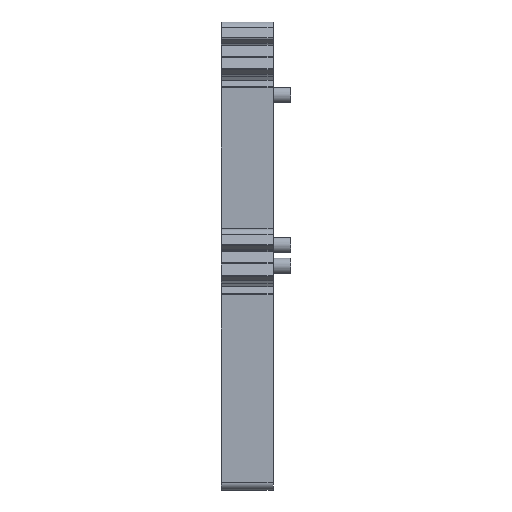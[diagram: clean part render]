
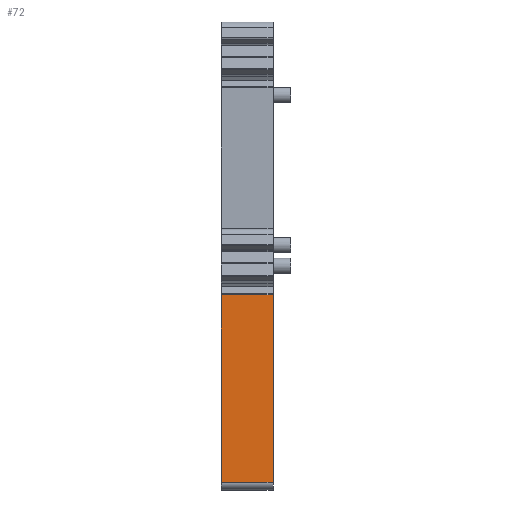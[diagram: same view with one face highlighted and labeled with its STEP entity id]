
A CAD part, front view. The second image highlights one B-rep face of the part: STEP entity #72.
In plain terms, the highlighted planar face has unit normal (0, -1, 0).
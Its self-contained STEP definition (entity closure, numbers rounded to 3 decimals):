
#36=AXIS2_PLACEMENT_3D('Plane Axis2P3D',#33,#34,#35) ;
#33=CARTESIAN_POINT('Axis2P3D Location',(0.,0.,0.75)) ;
#38=CARTESIAN_POINT('Line Origine',(2.5,0.,0.75)) ;
#42=CARTESIAN_POINT('Vertex',(5.,0.,0.75)) ;
#44=CARTESIAN_POINT('Vertex',(0.,0.,0.75)) ;
#47=CARTESIAN_POINT('Line Origine',(5.,0.,9.794)) ;
#51=CARTESIAN_POINT('Vertex',(5.,0.,18.838)) ;
#54=CARTESIAN_POINT('Line Origine',(2.5,0.,18.838)) ;
#58=CARTESIAN_POINT('Vertex',(0.,0.,18.838)) ;
#61=CARTESIAN_POINT('Line Origine',(0.,0.,9.794)) ;
#34=DIRECTION('Axis2P3D Direction',(0.,-1.,0.)) ;
#35=DIRECTION('Axis2P3D XDirection',(0.,0.,1.)) ;
#39=DIRECTION('Vector Direction',(-1.,0.,0.)) ;
#48=DIRECTION('Vector Direction',(0.,0.,1.)) ;
#55=DIRECTION('Vector Direction',(-1.,0.,0.)) ;
#62=DIRECTION('Vector Direction',(0.,0.,1.)) ;
#40=VECTOR('Line Direction',#39,1.) ;
#49=VECTOR('Line Direction',#48,1.) ;
#56=VECTOR('Line Direction',#55,1.) ;
#63=VECTOR('Line Direction',#62,1.) ;
#67=ORIENTED_EDGE('',*,*,#46,.F.) ;
#68=ORIENTED_EDGE('',*,*,#53,.T.) ;
#69=ORIENTED_EDGE('',*,*,#60,.T.) ;
#70=ORIENTED_EDGE('',*,*,#65,.F.) ;
#72=ADVANCED_FACE('K\X2\00F6\X0\rper.2',(#71),#37,.T.) ;
#46=EDGE_CURVE('',#43,#45,#41,.T.) ;
#53=EDGE_CURVE('',#43,#52,#50,.T.) ;
#60=EDGE_CURVE('',#52,#59,#57,.T.) ;
#65=EDGE_CURVE('',#45,#59,#64,.T.) ;
#66=EDGE_LOOP('',(#67,#68,#69,#70)) ;
#71=FACE_OUTER_BOUND('',#66,.T.) ;
#41=LINE('Line',#38,#40) ;
#50=LINE('Line',#47,#49) ;
#57=LINE('Line',#54,#56) ;
#64=LINE('Line',#61,#63) ;
#37=PLANE('',#36) ;
#43=VERTEX_POINT('',#42) ;
#45=VERTEX_POINT('',#44) ;
#52=VERTEX_POINT('',#51) ;
#59=VERTEX_POINT('',#58) ;
